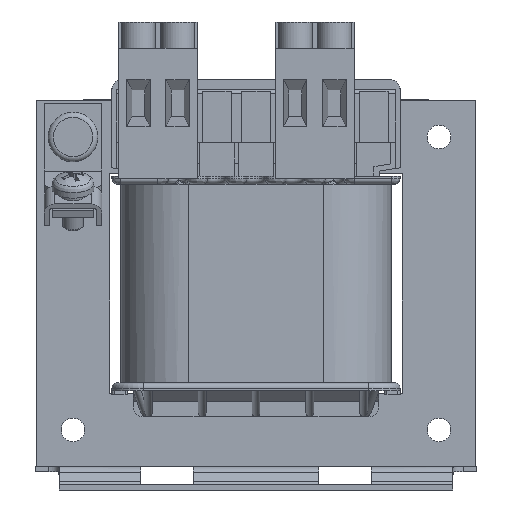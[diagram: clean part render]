
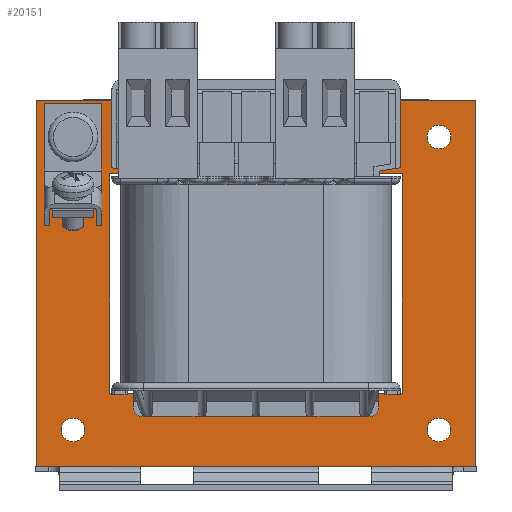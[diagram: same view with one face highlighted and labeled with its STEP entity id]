
A CAD part, front view. The second image highlights one B-rep face of the part: STEP entity #20151.
In plain terms, the highlighted planar face has unit normal (0, -1, 0).
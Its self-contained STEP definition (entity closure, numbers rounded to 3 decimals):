
#271=FACE_BOUND('',#2677,.T.);
#272=FACE_BOUND('',#2678,.T.);
#273=FACE_BOUND('',#2679,.T.);
#274=FACE_BOUND('',#2680,.T.);
#275=FACE_BOUND('',#2681,.T.);
#1649=FACE_OUTER_BOUND('',#2676,.T.);
#2676=EDGE_LOOP('',(#17461,#17462,#17463,#17464));
#2677=EDGE_LOOP('',(#17465,#17466,#17467,#17468));
#2678=EDGE_LOOP('',(#17469,#17470,#17471,#17472,#17473,#17474,#17475,#17476,
#17477,#17478,#17479,#17480,#17481,#17482,#17483,#17484));
#2679=EDGE_LOOP('',(#17485,#17486));
#2680=EDGE_LOOP('',(#17487,#17488));
#2681=EDGE_LOOP('',(#17489,#17490));
#3130=CIRCLE('',#21551,2.25);
#3131=CIRCLE('',#21552,2.25);
#3132=CIRCLE('',#21554,2.25);
#3133=CIRCLE('',#21555,2.25);
#3134=CIRCLE('',#21557,2.25);
#3135=CIRCLE('',#21558,2.25);
#4086=LINE('',#30910,#6164);
#4091=LINE('',#30920,#6169);
#4094=LINE('',#30925,#6172);
#4095=LINE('',#30927,#6173);
#4673=LINE('',#32507,#6751);
#4685=LINE('',#32534,#6763);
#4917=LINE('',#33381,#6995);
#4920=LINE('',#33387,#6998);
#4925=LINE('',#33409,#7003);
#4930=LINE('',#33462,#7008);
#5033=LINE('',#33771,#7111);
#5138=LINE('',#34334,#7216);
#5143=LINE('',#34344,#7221);
#5145=LINE('',#34386,#7223);
#5189=LINE('',#34628,#7267);
#5191=LINE('',#34631,#7269);
#5194=LINE('',#34636,#7272);
#5197=LINE('',#34642,#7275);
#5199=LINE('',#34646,#7277);
#5201=LINE('',#34649,#7279);
#5202=LINE('',#34653,#7280);
#5203=LINE('',#34655,#7281);
#5204=LINE('',#34657,#7282);
#5205=LINE('',#34658,#7283);
#6164=VECTOR('',#23479,10.);
#6169=VECTOR('',#23486,10.);
#6172=VECTOR('',#23493,10.);
#6173=VECTOR('',#23496,10.);
#6751=VECTOR('',#24700,10.);
#6763=VECTOR('',#24724,10.);
#6995=VECTOR('',#25412,10.);
#6998=VECTOR('',#25421,10.);
#7003=VECTOR('',#25444,10.);
#7008=VECTOR('',#25489,10.);
#7111=VECTOR('',#25746,10.);
#7216=VECTOR('',#26203,10.);
#7221=VECTOR('',#26216,10.);
#7223=VECTOR('',#26250,10.);
#7267=VECTOR('',#26398,10.);
#7269=VECTOR('',#26402,10.);
#7272=VECTOR('',#26409,10.);
#7275=VECTOR('',#26416,10.);
#7277=VECTOR('',#26420,10.);
#7279=VECTOR('',#26424,10.);
#7280=VECTOR('',#26427,10.);
#7281=VECTOR('',#26428,10.);
#7282=VECTOR('',#26429,10.);
#7283=VECTOR('',#26430,10.);
#8197=VERTEX_POINT('',#30907);
#8198=VERTEX_POINT('',#30909);
#8199=VERTEX_POINT('',#30913);
#8202=VERTEX_POINT('',#30918);
#8431=VERTEX_POINT('',#31665);
#8434=VERTEX_POINT('',#31670);
#8739=VERTEX_POINT('',#32350);
#8740=VERTEX_POINT('',#32355);
#8789=VERTEX_POINT('',#32506);
#8798=VERTEX_POINT('',#32533);
#8948=VERTEX_POINT('',#33378);
#8949=VERTEX_POINT('',#33380);
#8956=VERTEX_POINT('',#33407);
#8957=VERTEX_POINT('',#33408);
#9077=VERTEX_POINT('',#34331);
#9078=VERTEX_POINT('',#34333);
#9104=VERTEX_POINT('',#34605);
#9105=VERTEX_POINT('',#34606);
#9106=VERTEX_POINT('',#34611);
#9107=VERTEX_POINT('',#34612);
#9108=VERTEX_POINT('',#34617);
#9109=VERTEX_POINT('',#34618);
#9110=VERTEX_POINT('',#34625);
#9111=VERTEX_POINT('',#34627);
#9112=VERTEX_POINT('',#34641);
#9113=VERTEX_POINT('',#34645);
#9114=VERTEX_POINT('',#34651);
#9115=VERTEX_POINT('',#34652);
#9116=VERTEX_POINT('',#34654);
#9117=VERTEX_POINT('',#34656);
#10411=EDGE_CURVE('',#8198,#8197,#4086,.T.);
#10416=EDGE_CURVE('',#8199,#8202,#4091,.T.);
#10419=EDGE_CURVE('',#8197,#8199,#4094,.T.);
#10420=EDGE_CURVE('',#8202,#8198,#4095,.T.);
#11176=EDGE_CURVE('',#8789,#8739,#4673,.T.);
#11190=EDGE_CURVE('',#8798,#8789,#4685,.T.);
#11511=EDGE_CURVE('',#8949,#8948,#4917,.T.);
#11514=EDGE_CURVE('',#8740,#8949,#4920,.T.);
#11522=EDGE_CURVE('',#8956,#8957,#4925,.T.);
#11539=EDGE_CURVE('',#8948,#8956,#4930,.T.);
#11668=EDGE_CURVE('',#8431,#8798,#5033,.T.);
#11829=EDGE_CURVE('',#9078,#9077,#5138,.T.);
#11835=EDGE_CURVE('',#9077,#8434,#5143,.T.);
#11843=EDGE_CURVE('',#9078,#8957,#5145,.T.);
#11893=EDGE_CURVE('',#9104,#9105,#3130,.T.);
#11894=EDGE_CURVE('',#9105,#9104,#3131,.T.);
#11896=EDGE_CURVE('',#9106,#9107,#3132,.T.);
#11897=EDGE_CURVE('',#9107,#9106,#3133,.T.);
#11899=EDGE_CURVE('',#9108,#9109,#3134,.T.);
#11900=EDGE_CURVE('',#9109,#9108,#3135,.T.);
#11904=EDGE_CURVE('',#9111,#9110,#5189,.T.);
#11906=EDGE_CURVE('',#8739,#9111,#5191,.T.);
#11909=EDGE_CURVE('',#9110,#8740,#5194,.T.);
#11912=EDGE_CURVE('',#9112,#8431,#5197,.T.);
#11914=EDGE_CURVE('',#9113,#9112,#5199,.T.);
#11916=EDGE_CURVE('',#8434,#9113,#5201,.T.);
#11917=EDGE_CURVE('',#9114,#9115,#5202,.T.);
#11918=EDGE_CURVE('',#9116,#9114,#5203,.T.);
#11919=EDGE_CURVE('',#9117,#9116,#5204,.T.);
#11920=EDGE_CURVE('',#9115,#9117,#5205,.T.);
#17461=ORIENTED_EDGE('',*,*,#11917,.F.);
#17462=ORIENTED_EDGE('',*,*,#11918,.F.);
#17463=ORIENTED_EDGE('',*,*,#11919,.F.);
#17464=ORIENTED_EDGE('',*,*,#11920,.F.);
#17465=ORIENTED_EDGE('',*,*,#10416,.T.);
#17466=ORIENTED_EDGE('',*,*,#10420,.T.);
#17467=ORIENTED_EDGE('',*,*,#10411,.T.);
#17468=ORIENTED_EDGE('',*,*,#10419,.T.);
#17469=ORIENTED_EDGE('',*,*,#11176,.T.);
#17470=ORIENTED_EDGE('',*,*,#11906,.T.);
#17471=ORIENTED_EDGE('',*,*,#11904,.T.);
#17472=ORIENTED_EDGE('',*,*,#11909,.T.);
#17473=ORIENTED_EDGE('',*,*,#11514,.T.);
#17474=ORIENTED_EDGE('',*,*,#11511,.T.);
#17475=ORIENTED_EDGE('',*,*,#11539,.T.);
#17476=ORIENTED_EDGE('',*,*,#11522,.T.);
#17477=ORIENTED_EDGE('',*,*,#11843,.F.);
#17478=ORIENTED_EDGE('',*,*,#11829,.T.);
#17479=ORIENTED_EDGE('',*,*,#11835,.T.);
#17480=ORIENTED_EDGE('',*,*,#11916,.T.);
#17481=ORIENTED_EDGE('',*,*,#11914,.T.);
#17482=ORIENTED_EDGE('',*,*,#11912,.T.);
#17483=ORIENTED_EDGE('',*,*,#11668,.T.);
#17484=ORIENTED_EDGE('',*,*,#11190,.T.);
#17485=ORIENTED_EDGE('',*,*,#11893,.T.);
#17486=ORIENTED_EDGE('',*,*,#11894,.T.);
#17487=ORIENTED_EDGE('',*,*,#11896,.T.);
#17488=ORIENTED_EDGE('',*,*,#11897,.T.);
#17489=ORIENTED_EDGE('',*,*,#11899,.T.);
#17490=ORIENTED_EDGE('',*,*,#11900,.T.);
#18207=PLANE('',#21568);
#20151=ADVANCED_FACE('',(#1649,#271,#272,#273,#274,#275),#18207,.F.);
#21551=AXIS2_PLACEMENT_3D('',#34607,#26373,#26374);
#21552=AXIS2_PLACEMENT_3D('',#34608,#26375,#26376);
#21554=AXIS2_PLACEMENT_3D('',#34613,#26380,#26381);
#21555=AXIS2_PLACEMENT_3D('',#34614,#26382,#26383);
#21557=AXIS2_PLACEMENT_3D('',#34619,#26387,#26388);
#21558=AXIS2_PLACEMENT_3D('',#34620,#26389,#26390);
#21568=AXIS2_PLACEMENT_3D('',#34650,#26425,#26426);
#23479=DIRECTION('',(-1.,0.,0.));
#23486=DIRECTION('',(1.,0.,0.));
#23493=DIRECTION('',(0.,0.,1.));
#23496=DIRECTION('',(0.,0.,-1.));
#24700=DIRECTION('',(0.,0.,1.));
#24724=DIRECTION('',(-1.,0.,0.));
#25412=DIRECTION('',(-0.988,0.,0.154));
#25421=DIRECTION('',(0.,0.,1.));
#25444=DIRECTION('',(1.,0.,0.));
#25489=DIRECTION('',(0.,0.,1.));
#25746=DIRECTION('',(0.,0.,-1.));
#26203=DIRECTION('',(-0.988,0.,-0.154));
#26216=DIRECTION('',(0.,0.,-1.));
#26250=DIRECTION('',(0.,0.,1.));
#26373=DIRECTION('center_axis',(0.,1.,0.));
#26374=DIRECTION('ref_axis',(1.,0.,0.));
#26375=DIRECTION('center_axis',(0.,1.,0.));
#26376=DIRECTION('ref_axis',(1.,0.,0.));
#26380=DIRECTION('center_axis',(0.,1.,0.));
#26381=DIRECTION('ref_axis',(1.,0.,0.));
#26382=DIRECTION('center_axis',(0.,1.,0.));
#26383=DIRECTION('ref_axis',(1.,0.,0.));
#26387=DIRECTION('center_axis',(0.,1.,0.));
#26388=DIRECTION('ref_axis',(1.,0.,0.));
#26389=DIRECTION('center_axis',(0.,1.,0.));
#26390=DIRECTION('ref_axis',(1.,0.,0.));
#26398=DIRECTION('',(0.,0.,1.));
#26402=DIRECTION('',(-1.,0.,0.));
#26409=DIRECTION('',(1.,0.,0.));
#26416=DIRECTION('',(-1.,0.,0.));
#26420=DIRECTION('',(0.,0.,-1.));
#26424=DIRECTION('',(1.,0.,0.));
#26425=DIRECTION('center_axis',(0.,1.,0.));
#26426=DIRECTION('ref_axis',(0.,0.,1.));
#26427=DIRECTION('',(0.,0.,-1.));
#26428=DIRECTION('',(1.,0.,0.));
#26429=DIRECTION('',(0.,0.,1.));
#26430=DIRECTION('',(-1.,0.,0.));
#30907=CARTESIAN_POINT('',(-40.5,-14.75,20.544));
#30909=CARTESIAN_POINT('',(-29.5,-14.75,20.544));
#30910=CARTESIAN_POINT('',(-14.75,-14.75,20.544));
#30913=CARTESIAN_POINT('',(-40.5,-14.75,34.5));
#30918=CARTESIAN_POINT('',(-29.5,-14.75,34.5));
#30920=CARTESIAN_POINT('',(-14.75,-14.75,34.5));
#30925=CARTESIAN_POINT('',(-40.5,-14.75,10.75));
#30927=CARTESIAN_POINT('',(-29.5,-14.75,12.266));
#31665=CARTESIAN_POINT('',(23.5,-14.75,-21.));
#31670=CARTESIAN_POINT('',(23.55,-14.75,21.));
#32350=CARTESIAN_POINT('',(-23.5,-14.75,-21.));
#32355=CARTESIAN_POINT('',(-23.55,-14.75,21.));
#32506=CARTESIAN_POINT('',(-23.5,-14.75,-22.5));
#32507=CARTESIAN_POINT('',(-23.5,-14.75,-10.25));
#32533=CARTESIAN_POINT('',(23.5,-14.75,-22.5));
#32534=CARTESIAN_POINT('',(-7.175,-14.75,-22.5));
#33378=CARTESIAN_POINT('',(-27.05,-14.75,22.047));
#33380=CARTESIAN_POINT('',(-23.55,-14.75,21.5));
#33381=CARTESIAN_POINT('',(-10.416,-14.75,19.448));
#33387=CARTESIAN_POINT('',(-23.55,-14.75,10.25));
#33407=CARTESIAN_POINT('',(-27.05,-14.75,27.5));
#33408=CARTESIAN_POINT('',(27.05,-14.75,27.5));
#33409=CARTESIAN_POINT('',(0.,-14.75,27.5));
#33462=CARTESIAN_POINT('',(-27.05,-14.75,19.));
#33771=CARTESIAN_POINT('',(23.5,-14.75,-10.25));
#34331=CARTESIAN_POINT('',(23.55,-14.75,21.5));
#34333=CARTESIAN_POINT('',(27.05,-14.75,22.047));
#34334=CARTESIAN_POINT('',(10.416,-14.75,19.448));
#34344=CARTESIAN_POINT('',(23.55,-14.75,10.25));
#34386=CARTESIAN_POINT('',(27.05,-14.75,19.));
#34605=CARTESIAN_POINT('',(-32.75,-14.75,-28.));
#34606=CARTESIAN_POINT('',(-37.25,-14.75,-28.));
#34607=CARTESIAN_POINT('Origin',(-35.,-14.75,-28.));
#34608=CARTESIAN_POINT('Origin',(-35.,-14.75,-28.));
#34611=CARTESIAN_POINT('',(37.25,-14.75,-28.));
#34612=CARTESIAN_POINT('',(32.75,-14.75,-28.));
#34613=CARTESIAN_POINT('Origin',(35.,-14.75,-28.));
#34614=CARTESIAN_POINT('Origin',(35.,-14.75,-28.));
#34617=CARTESIAN_POINT('',(37.25,-14.75,28.));
#34618=CARTESIAN_POINT('',(32.75,-14.75,28.));
#34619=CARTESIAN_POINT('Origin',(35.,-14.75,28.));
#34620=CARTESIAN_POINT('Origin',(35.,-14.75,28.));
#34625=CARTESIAN_POINT('',(-28.,-14.75,21.));
#34627=CARTESIAN_POINT('',(-28.,-14.75,-21.));
#34628=CARTESIAN_POINT('',(-28.,-14.75,10.5));
#34631=CARTESIAN_POINT('',(-14.,-14.75,-21.));
#34636=CARTESIAN_POINT('',(-7.,-14.75,21.));
#34641=CARTESIAN_POINT('',(28.,-14.75,-21.));
#34642=CARTESIAN_POINT('',(7.,-14.75,-21.));
#34645=CARTESIAN_POINT('',(28.,-14.75,21.));
#34646=CARTESIAN_POINT('',(28.,-14.75,-10.5));
#34649=CARTESIAN_POINT('',(14.,-14.75,21.));
#34650=CARTESIAN_POINT('Origin',(0.,-14.75,0.));
#34651=CARTESIAN_POINT('',(42.,-14.75,35.));
#34652=CARTESIAN_POINT('',(42.,-14.75,-35.));
#34653=CARTESIAN_POINT('',(42.,-14.75,-35.));
#34654=CARTESIAN_POINT('',(-42.,-14.75,35.));
#34655=CARTESIAN_POINT('',(42.,-14.75,35.));
#34656=CARTESIAN_POINT('',(-42.,-14.75,-35.));
#34657=CARTESIAN_POINT('',(-42.,-14.75,35.));
#34658=CARTESIAN_POINT('',(-42.,-14.75,-35.));
